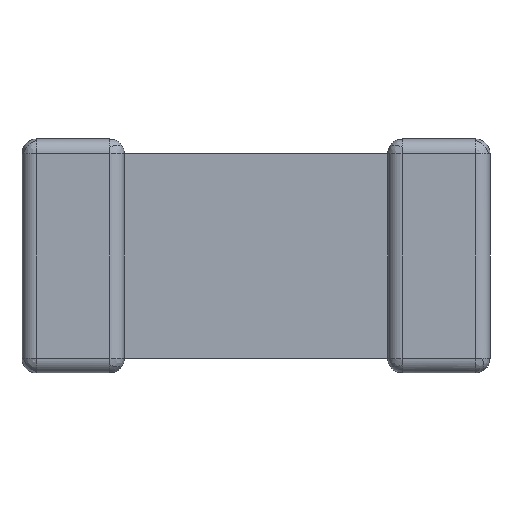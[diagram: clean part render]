
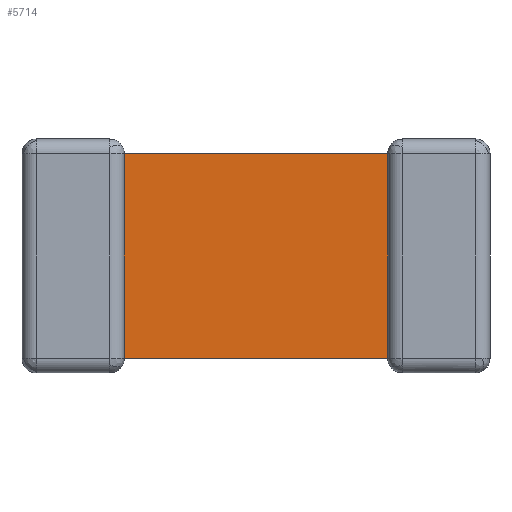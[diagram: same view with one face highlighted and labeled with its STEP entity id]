
A CAD part, front view. The second image highlights one B-rep face of the part: STEP entity #5714.
In plain terms, the highlighted planar face has unit normal (0, -1, 0).
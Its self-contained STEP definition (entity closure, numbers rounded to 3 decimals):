
#278 = VERTEX_POINT('',#279);
#279 = CARTESIAN_POINT('',(0.45,-0.35,0.05));
#316 = CYLINDRICAL_SURFACE('',#317,0.05);
#317 = AXIS2_PLACEMENT_3D('',#318,#319,#320);
#318 = CARTESIAN_POINT('',(0.5,-0.35,0.2));
#319 = DIRECTION('',(0.,0.,-1.));
#320 = DIRECTION('',(-1.,0.,0.));
#1376 = VERTEX_POINT('',#1377);
#1377 = CARTESIAN_POINT('',(-0.45,-0.35,0.05));
#1482 = CYLINDRICAL_SURFACE('',#1483,0.05);
#1483 = AXIS2_PLACEMENT_3D('',#1484,#1485,#1486);
#1484 = CARTESIAN_POINT('',(-0.5,-0.35,0.6));
#1485 = DIRECTION('',(0.,0.,1.));
#1486 = DIRECTION('',(1.,0.,-0.));
#5579 = PLANE('',#5580);
#5580 = AXIS2_PLACEMENT_3D('',#5581,#5582,#5583);
#5581 = CARTESIAN_POINT('',(0.45,0.,0.05));
#5582 = DIRECTION('',(0.,0.,-1.));
#5583 = DIRECTION('',(-1.,0.,0.));
#5620 = EDGE_CURVE('',#278,#1376,#5621,.T.);
#5621 = SURFACE_CURVE('',#5622,(#5626,#5633),.PCURVE_S1.);
#5622 = LINE('',#5623,#5624);
#5623 = CARTESIAN_POINT('',(0.45,-0.35,0.05));
#5624 = VECTOR('',#5625,1.);
#5625 = DIRECTION('',(-1.,0.,0.));
#5626 = PCURVE('',#5579,#5627);
#5627 = DEFINITIONAL_REPRESENTATION('',(#5628),#5632);
#5628 = LINE('',#5629,#5630);
#5629 = CARTESIAN_POINT('',(0.,-0.35));
#5630 = VECTOR('',#5631,1.);
#5631 = DIRECTION('',(1.,0.));
#5632 = ( GEOMETRIC_REPRESENTATION_CONTEXT(2) 
PARAMETRIC_REPRESENTATION_CONTEXT() REPRESENTATION_CONTEXT('2D SPACE',''
  ) );
#5633 = PCURVE('',#5634,#5639);
#5634 = PLANE('',#5635);
#5635 = AXIS2_PLACEMENT_3D('',#5636,#5637,#5638);
#5636 = CARTESIAN_POINT('',(0.,-0.35,0.4));
#5637 = DIRECTION('',(0.,-1.,0.));
#5638 = DIRECTION('',(0.,-0.,-1.));
#5639 = DEFINITIONAL_REPRESENTATION('',(#5640),#5644);
#5640 = LINE('',#5641,#5642);
#5641 = CARTESIAN_POINT('',(0.35,0.45));
#5642 = VECTOR('',#5643,1.);
#5643 = DIRECTION('',(0.,-1.));
#5644 = ( GEOMETRIC_REPRESENTATION_CONTEXT(2) 
PARAMETRIC_REPRESENTATION_CONTEXT() REPRESENTATION_CONTEXT('2D SPACE',''
  ) );
#5714 = ADVANCED_FACE('',(#5715),#5634,.T.);
#5715 = FACE_BOUND('',#5716,.T.);
#5716 = EDGE_LOOP('',(#5717,#5747,#5790,#5791));
#5717 = ORIENTED_EDGE('',*,*,#5718,.T.);
#5718 = EDGE_CURVE('',#5719,#5721,#5723,.T.);
#5719 = VERTEX_POINT('',#5720);
#5720 = CARTESIAN_POINT('',(0.45,-0.35,0.75));
#5721 = VERTEX_POINT('',#5722);
#5722 = CARTESIAN_POINT('',(-0.45,-0.35,0.75));
#5723 = SURFACE_CURVE('',#5724,(#5728,#5735),.PCURVE_S1.);
#5724 = LINE('',#5725,#5726);
#5725 = CARTESIAN_POINT('',(0.,-0.35,0.75));
#5726 = VECTOR('',#5727,1.);
#5727 = DIRECTION('',(-1.,-0.,-0.));
#5728 = PCURVE('',#5634,#5729);
#5729 = DEFINITIONAL_REPRESENTATION('',(#5730),#5734);
#5730 = LINE('',#5731,#5732);
#5731 = CARTESIAN_POINT('',(-0.35,0.));
#5732 = VECTOR('',#5733,1.);
#5733 = DIRECTION('',(0.,-1.));
#5734 = ( GEOMETRIC_REPRESENTATION_CONTEXT(2) 
PARAMETRIC_REPRESENTATION_CONTEXT() REPRESENTATION_CONTEXT('2D SPACE',''
  ) );
#5735 = PCURVE('',#5736,#5741);
#5736 = PLANE('',#5737);
#5737 = AXIS2_PLACEMENT_3D('',#5738,#5739,#5740);
#5738 = CARTESIAN_POINT('',(-0.45,0.,0.75));
#5739 = DIRECTION('',(0.,0.,1.));
#5740 = DIRECTION('',(1.,0.,-0.));
#5741 = DEFINITIONAL_REPRESENTATION('',(#5742),#5746);
#5742 = LINE('',#5743,#5744);
#5743 = CARTESIAN_POINT('',(0.45,-0.35));
#5744 = VECTOR('',#5745,1.);
#5745 = DIRECTION('',(-1.,0.));
#5746 = ( GEOMETRIC_REPRESENTATION_CONTEXT(2) 
PARAMETRIC_REPRESENTATION_CONTEXT() REPRESENTATION_CONTEXT('2D SPACE',''
  ) );
#5747 = ORIENTED_EDGE('',*,*,#5748,.T.);
#5748 = EDGE_CURVE('',#5721,#1376,#5749,.T.);
#5749 = SURFACE_CURVE('',#5750,(#5754,#5761),.PCURVE_S1.);
#5750 = LINE('',#5751,#5752);
#5751 = CARTESIAN_POINT('',(-0.45,-0.35,0.4));
#5752 = VECTOR('',#5753,1.);
#5753 = DIRECTION('',(0.,-0.,-1.));
#5754 = PCURVE('',#5634,#5755);
#5755 = DEFINITIONAL_REPRESENTATION('',(#5756),#5760);
#5756 = LINE('',#5757,#5758);
#5757 = CARTESIAN_POINT('',(-0.,-0.45));
#5758 = VECTOR('',#5759,1.);
#5759 = DIRECTION('',(1.,0.));
#5760 = ( GEOMETRIC_REPRESENTATION_CONTEXT(2) 
PARAMETRIC_REPRESENTATION_CONTEXT() REPRESENTATION_CONTEXT('2D SPACE',''
  ) );
#5761 = PCURVE('',#1482,#5762);
#5762 = DEFINITIONAL_REPRESENTATION('',(#5763),#5789);
#5763 = B_SPLINE_CURVE_WITH_KNOTS('',3,(#5764,#5765,#5766,#5767,#5768,
    #5769,#5770,#5771,#5772,#5773,#5774,#5775,#5776,#5777,#5778,#5779,
    #5780,#5781,#5782,#5783,#5784,#5785,#5786,#5787,#5788),
  .UNSPECIFIED.,.F.,.F.,(4,1,1,1,1,1,1,1,1,1,1,1,1,1,1,1,1,1,1,1,1,1,4),
  (-0.35,-0.318,-0.286,-0.255,-0.223
    ,-0.191,-0.159,-0.127,-0.095
    ,-0.064,-0.032,0.,0.032,
    0.064,0.095,0.127,0.159,
    0.191,0.223,0.255,0.286,
    0.318,0.35),.UNSPECIFIED.);
#5764 = CARTESIAN_POINT('',(6.283,0.15));
#5765 = CARTESIAN_POINT('',(6.283,0.139));
#5766 = CARTESIAN_POINT('',(6.283,0.118));
#5767 = CARTESIAN_POINT('',(6.283,0.086));
#5768 = CARTESIAN_POINT('',(6.283,0.055));
#5769 = CARTESIAN_POINT('',(6.283,0.023));
#5770 = CARTESIAN_POINT('',(6.283,-0.009));
#5771 = CARTESIAN_POINT('',(6.283,-0.041));
#5772 = CARTESIAN_POINT('',(6.283,-0.073));
#5773 = CARTESIAN_POINT('',(6.283,-0.105));
#5774 = CARTESIAN_POINT('',(6.283,-0.136));
#5775 = CARTESIAN_POINT('',(6.283,-0.168));
#5776 = CARTESIAN_POINT('',(6.283,-0.2));
#5777 = CARTESIAN_POINT('',(6.283,-0.232));
#5778 = CARTESIAN_POINT('',(6.283,-0.264));
#5779 = CARTESIAN_POINT('',(6.283,-0.295));
#5780 = CARTESIAN_POINT('',(6.283,-0.327));
#5781 = CARTESIAN_POINT('',(6.283,-0.359));
#5782 = CARTESIAN_POINT('',(6.283,-0.391));
#5783 = CARTESIAN_POINT('',(6.283,-0.423));
#5784 = CARTESIAN_POINT('',(6.283,-0.455));
#5785 = CARTESIAN_POINT('',(6.283,-0.486));
#5786 = CARTESIAN_POINT('',(6.283,-0.518));
#5787 = CARTESIAN_POINT('',(6.283,-0.539));
#5788 = CARTESIAN_POINT('',(6.283,-0.55));
#5789 = ( GEOMETRIC_REPRESENTATION_CONTEXT(2) 
PARAMETRIC_REPRESENTATION_CONTEXT() REPRESENTATION_CONTEXT('2D SPACE',''
  ) );
#5790 = ORIENTED_EDGE('',*,*,#5620,.F.);
#5791 = ORIENTED_EDGE('',*,*,#5792,.T.);
#5792 = EDGE_CURVE('',#278,#5719,#5793,.T.);
#5793 = SURFACE_CURVE('',#5794,(#5798,#5805),.PCURVE_S1.);
#5794 = LINE('',#5795,#5796);
#5795 = CARTESIAN_POINT('',(0.45,-0.35,0.4));
#5796 = VECTOR('',#5797,1.);
#5797 = DIRECTION('',(-0.,0.,1.));
#5798 = PCURVE('',#5634,#5799);
#5799 = DEFINITIONAL_REPRESENTATION('',(#5800),#5804);
#5800 = LINE('',#5801,#5802);
#5801 = CARTESIAN_POINT('',(0.,0.45));
#5802 = VECTOR('',#5803,1.);
#5803 = DIRECTION('',(-1.,0.));
#5804 = ( GEOMETRIC_REPRESENTATION_CONTEXT(2) 
PARAMETRIC_REPRESENTATION_CONTEXT() REPRESENTATION_CONTEXT('2D SPACE',''
  ) );
#5805 = PCURVE('',#316,#5806);
#5806 = DEFINITIONAL_REPRESENTATION('',(#5807),#5833);
#5807 = B_SPLINE_CURVE_WITH_KNOTS('',3,(#5808,#5809,#5810,#5811,#5812,
    #5813,#5814,#5815,#5816,#5817,#5818,#5819,#5820,#5821,#5822,#5823,
    #5824,#5825,#5826,#5827,#5828,#5829,#5830,#5831,#5832),
  .UNSPECIFIED.,.F.,.F.,(4,1,1,1,1,1,1,1,1,1,1,1,1,1,1,1,1,1,1,1,1,1,4),
  (-0.35,-0.318,-0.286,-0.255,-0.223
    ,-0.191,-0.159,-0.127,-0.095
    ,-0.064,-0.032,0.,0.032,
    0.064,0.095,0.127,0.159,
    0.191,0.223,0.255,0.286,
    0.318,0.35),.UNSPECIFIED.);
#5808 = CARTESIAN_POINT('',(6.283,0.15));
#5809 = CARTESIAN_POINT('',(6.283,0.139));
#5810 = CARTESIAN_POINT('',(6.283,0.118));
#5811 = CARTESIAN_POINT('',(6.283,0.086));
#5812 = CARTESIAN_POINT('',(6.283,0.055));
#5813 = CARTESIAN_POINT('',(6.283,0.023));
#5814 = CARTESIAN_POINT('',(6.283,-0.009));
#5815 = CARTESIAN_POINT('',(6.283,-0.041));
#5816 = CARTESIAN_POINT('',(6.283,-0.073));
#5817 = CARTESIAN_POINT('',(6.283,-0.105));
#5818 = CARTESIAN_POINT('',(6.283,-0.136));
#5819 = CARTESIAN_POINT('',(6.283,-0.168));
#5820 = CARTESIAN_POINT('',(6.283,-0.2));
#5821 = CARTESIAN_POINT('',(6.283,-0.232));
#5822 = CARTESIAN_POINT('',(6.283,-0.264));
#5823 = CARTESIAN_POINT('',(6.283,-0.295));
#5824 = CARTESIAN_POINT('',(6.283,-0.327));
#5825 = CARTESIAN_POINT('',(6.283,-0.359));
#5826 = CARTESIAN_POINT('',(6.283,-0.391));
#5827 = CARTESIAN_POINT('',(6.283,-0.423));
#5828 = CARTESIAN_POINT('',(6.283,-0.455));
#5829 = CARTESIAN_POINT('',(6.283,-0.486));
#5830 = CARTESIAN_POINT('',(6.283,-0.518));
#5831 = CARTESIAN_POINT('',(6.283,-0.539));
#5832 = CARTESIAN_POINT('',(6.283,-0.55));
#5833 = ( GEOMETRIC_REPRESENTATION_CONTEXT(2) 
PARAMETRIC_REPRESENTATION_CONTEXT() REPRESENTATION_CONTEXT('2D SPACE',''
  ) );
